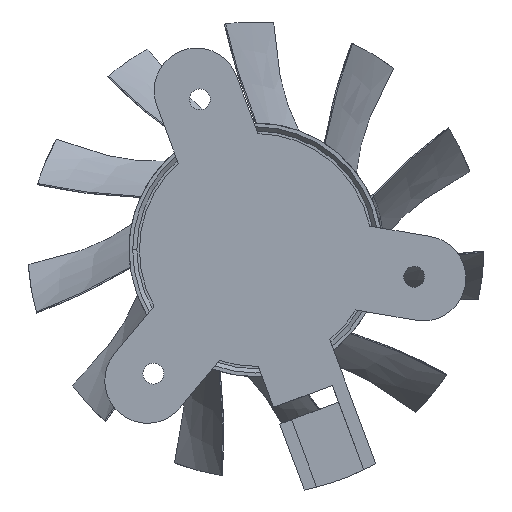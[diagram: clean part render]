
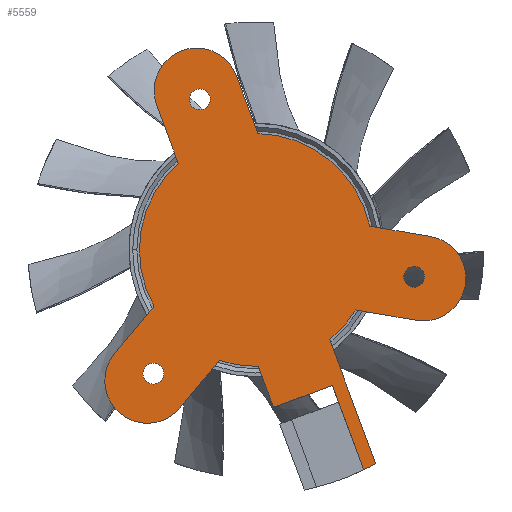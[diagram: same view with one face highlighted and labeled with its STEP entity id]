
A CAD part, front view. The second image highlights one B-rep face of the part: STEP entity #5559.
In plain terms, the highlighted face is planar.
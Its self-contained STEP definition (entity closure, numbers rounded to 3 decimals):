
#4511=DIRECTION('',(-0.5,-0.866,0.));
#4512=VECTOR('',#4511,5.918);
#4513=CARTESIAN_POINT('',(77.339,-39.026,0.302));
#4514=LINE('',#4513,#4512);
#4515=CARTESIAN_POINT('',(70.851,-42.114,0.302));
#4516=DIRECTION('',(0.,0.,-1.));
#4517=DIRECTION('',(0.866,-0.5,0.));
#4518=AXIS2_PLACEMENT_3D('',#4515,#4516,#4517);
#4520=CARTESIAN_POINT('',(70.851,-42.114,0.302));
#4521=DIRECTION('',(0.,0.,-1.));
#4522=DIRECTION('',(-1.,0.,0.));
#4523=AXIS2_PLACEMENT_3D('',#4520,#4521,#4522);
#4525=DIRECTION('',(0.5,0.866,0.));
#4526=VECTOR('',#4525,5.918);
#4527=CARTESIAN_POINT('',(67.323,-40.077,0.302));
#4528=LINE('',#4527,#4526);
#4529=CARTESIAN_POINT('',(79.,-28.,0.302));
#4530=DIRECTION('',(0.,0.,-1.));
#4531=DIRECTION('',(-0.782,-0.623,0.));
#4532=AXIS2_PLACEMENT_3D('',#4529,#4530,#4531);
#4534=CARTESIAN_POINT('',(79.,-28.,0.302));
#4535=DIRECTION('',(0.,0.,-1.));
#4536=DIRECTION('',(-1.,0.,0.));
#4537=AXIS2_PLACEMENT_3D('',#4534,#4535,#4536);
#4539=DIRECTION('',(-0.5,0.866,0.));
#4540=VECTOR('',#4539,5.918);
#4541=CARTESIAN_POINT('',(70.282,-21.049,0.302));
#4542=LINE('',#4541,#4540);
#4543=CARTESIAN_POINT('',(70.851,-13.886,0.302));
#4544=DIRECTION('',(0.,0.,-1.));
#4545=DIRECTION('',(-0.866,-0.5,0.));
#4546=AXIS2_PLACEMENT_3D('',#4543,#4544,#4545);
#4548=CARTESIAN_POINT('',(70.851,-13.886,0.302));
#4549=DIRECTION('',(0.,0.,-1.));
#4550=DIRECTION('',(-1.,0.,0.));
#4551=AXIS2_PLACEMENT_3D('',#4548,#4549,#4550);
#4553=DIRECTION('',(0.5,-0.866,0.));
#4554=VECTOR('',#4553,5.918);
#4555=CARTESIAN_POINT('',(74.38,-11.849,0.302));
#4556=LINE('',#4555,#4554);
#4557=CARTESIAN_POINT('',(79.,-28.,0.302));
#4558=DIRECTION('',(0.,0.,-1.));
#4559=DIRECTION('',(-0.149,0.989,0.));
#4560=AXIS2_PLACEMENT_3D('',#4557,#4558,#4559);
#4562=CARTESIAN_POINT('',(95.297,-28.,0.302));
#4563=DIRECTION('',(0.,0.,-1.));
#4564=DIRECTION('',(0.,1.,0.));
#4565=AXIS2_PLACEMENT_3D('',#4562,#4563,#4564);
#4567=CARTESIAN_POINT('',(95.297,-28.,0.302));
#4568=DIRECTION('',(0.,0.,-1.));
#4569=DIRECTION('',(1.,0.,0.));
#4570=AXIS2_PLACEMENT_3D('',#4567,#4568,#4569);
#4572=CARTESIAN_POINT('',(79.,-28.,0.302));
#4573=DIRECTION('',(0.,0.,-1.));
#4574=DIRECTION('',(0.931,-0.365,0.));
#4575=AXIS2_PLACEMENT_3D('',#4572,#4573,#4574);
#4577=DIRECTION('',(0.5,-0.866,0.));
#4578=VECTOR('',#4577,12.656);
#4579=CARTESIAN_POINT('',(87.427,-35.302,0.302));
#4580=LINE('',#4579,#4578);
#4581=CARTESIAN_POINT('',(79.,-28.,0.302));
#4582=DIRECTION('',(0.,0.,-1.));
#4583=DIRECTION('',(0.628,-0.778,0.));
#4584=AXIS2_PLACEMENT_3D('',#4581,#4582,#4583);
#4586=DIRECTION('',(-0.5,0.866,0.));
#4587=VECTOR('',#4586,8.621);
#4588=CARTESIAN_POINT('',(92.727,-47.047,0.302));
#4589=LINE('',#4588,#4587);
#4590=DIRECTION('',(-0.866,-0.5,0.));
#4591=VECTOR('',#4590,6.012);
#4592=CARTESIAN_POINT('',(88.417,-39.581,0.302));
#4593=LINE('',#4592,#4591);
#4594=DIRECTION('',(-0.5,0.866,0.));
#4595=VECTOR('',#4594,4.201);
#4596=CARTESIAN_POINT('',(83.211,-42.587,0.302));
#4597=LINE('',#4596,#4595);
#4598=CARTESIAN_POINT('',(79.,-28.,0.302));
#4599=DIRECTION('',(0.,0.,-1.));
#4600=DIRECTION('',(0.189,-0.982,0.));
#4601=AXIS2_PLACEMENT_3D('',#4598,#4599,#4600);
#4603=CARTESIAN_POINT('',(94.392,-28.,0.302));
#4604=DIRECTION('',(0.,0.,1.));
#4605=DIRECTION('',(-1.,0.,0.));
#4606=AXIS2_PLACEMENT_3D('',#4603,#4604,#4605);
#4608=CARTESIAN_POINT('',(94.392,-28.,0.302));
#4609=DIRECTION('',(0.,0.,1.));
#4610=DIRECTION('',(1.,0.,0.));
#4611=AXIS2_PLACEMENT_3D('',#4608,#4609,#4610);
#4613=CARTESIAN_POINT('',(71.304,-14.67,0.302));
#4614=DIRECTION('',(0.,0.,1.));
#4615=DIRECTION('',(-1.,0.,0.));
#4616=AXIS2_PLACEMENT_3D('',#4613,#4614,#4615);
#4618=CARTESIAN_POINT('',(71.304,-14.67,0.302));
#4619=DIRECTION('',(0.,0.,1.));
#4620=DIRECTION('',(1.,0.,0.));
#4621=AXIS2_PLACEMENT_3D('',#4618,#4619,#4620);
#4623=CARTESIAN_POINT('',(71.304,-41.33,0.302));
#4624=DIRECTION('',(0.,0.,1.));
#4625=DIRECTION('',(-1.,0.,0.));
#4626=AXIS2_PLACEMENT_3D('',#4623,#4624,#4625);
#4628=CARTESIAN_POINT('',(71.304,-41.33,0.302));
#4629=DIRECTION('',(0.,0.,1.));
#4630=DIRECTION('',(1.,0.,0.));
#4631=AXIS2_PLACEMENT_3D('',#4628,#4629,#4630);
#5075=DIRECTION('',(1.,0.,0.));
#5076=VECTOR('',#5075,5.918);
#5077=CARTESIAN_POINT('',(89.379,-32.074,0.302));
#5078=LINE('',#5077,#5076);
#5095=DIRECTION('',(-1.,0.,0.));
#5096=VECTOR('',#5095,5.918);
#5097=CARTESIAN_POINT('',(95.297,-23.926,0.302));
#5098=LINE('',#5097,#5096);
#5251=CARTESIAN_POINT('',(67.323,-40.077,0.302));
#5252=CARTESIAN_POINT('',(70.282,-34.951,0.302));
#5253=VERTEX_POINT('',#5251);
#5254=VERTEX_POINT('',#5252);
#5259=CARTESIAN_POINT('',(77.339,-39.026,0.302));
#5260=CARTESIAN_POINT('',(74.38,-44.151,0.302));
#5261=VERTEX_POINT('',#5259);
#5262=VERTEX_POINT('',#5260);
#5263=CARTESIAN_POINT('',(66.777,-42.114,0.302));
#5264=VERTEX_POINT('',#5263);
#5265=CARTESIAN_POINT('',(67.85,-28.,0.302));
#5266=VERTEX_POINT('',#5265);
#5267=CARTESIAN_POINT('',(70.282,-21.049,0.302));
#5268=VERTEX_POINT('',#5267);
#5269=CARTESIAN_POINT('',(67.323,-15.923,0.302));
#5270=VERTEX_POINT('',#5269);
#5271=CARTESIAN_POINT('',(66.777,-13.886,0.302));
#5272=VERTEX_POINT('',#5271);
#5273=CARTESIAN_POINT('',(74.38,-11.849,0.302));
#5274=VERTEX_POINT('',#5273);
#5275=CARTESIAN_POINT('',(77.339,-16.974,0.302));
#5276=VERTEX_POINT('',#5275);
#5277=CARTESIAN_POINT('',(89.379,-23.926,0.302));
#5278=VERTEX_POINT('',#5277);
#5279=CARTESIAN_POINT('',(95.297,-23.926,0.302));
#5280=VERTEX_POINT('',#5279);
#5281=CARTESIAN_POINT('',(99.372,-28.,0.302));
#5282=VERTEX_POINT('',#5281);
#5283=CARTESIAN_POINT('',(95.297,-32.074,0.302));
#5284=VERTEX_POINT('',#5283);
#5285=CARTESIAN_POINT('',(89.379,-32.074,0.302));
#5286=VERTEX_POINT('',#5285);
#5287=CARTESIAN_POINT('',(87.427,-35.302,0.302));
#5288=VERTEX_POINT('',#5287);
#5289=CARTESIAN_POINT('',(93.755,-46.262,0.302));
#5290=VERTEX_POINT('',#5289);
#5291=CARTESIAN_POINT('',(92.727,-47.047,0.302));
#5292=VERTEX_POINT('',#5291);
#5293=CARTESIAN_POINT('',(88.417,-39.581,0.302));
#5294=VERTEX_POINT('',#5293);
#5295=CARTESIAN_POINT('',(83.211,-42.587,0.302));
#5296=VERTEX_POINT('',#5295);
#5297=CARTESIAN_POINT('',(81.11,-38.948,0.302));
#5298=VERTEX_POINT('',#5297);
#5299=CARTESIAN_POINT('',(93.392,-28.,0.302));
#5300=CARTESIAN_POINT('',(95.392,-28.,0.302));
#5301=VERTEX_POINT('',#5299);
#5302=VERTEX_POINT('',#5300);
#5303=CARTESIAN_POINT('',(70.304,-14.67,0.302));
#5304=CARTESIAN_POINT('',(72.304,-14.67,0.302));
#5305=VERTEX_POINT('',#5303);
#5306=VERTEX_POINT('',#5304);
#5307=CARTESIAN_POINT('',(70.304,-41.33,0.302));
#5308=CARTESIAN_POINT('',(72.304,-41.33,0.302));
#5309=VERTEX_POINT('',#5307);
#5310=VERTEX_POINT('',#5308);
#5491=CARTESIAN_POINT('',(75.97,-45.184,0.302));
#5492=DIRECTION('',(0.,0.,-1.));
#5493=DIRECTION('',(-1.,0.,0.));
#5494=AXIS2_PLACEMENT_3D('',#5491,#5492,#5493);
#5495=PLANE('',#5494);
#5497=ORIENTED_EDGE('',*,*,#5496,.T.);
#5499=ORIENTED_EDGE('',*,*,#5498,.T.);
#5501=ORIENTED_EDGE('',*,*,#5500,.T.);
#5502=ORIENTED_EDGE('',*,*,#5480,.T.);
#5504=ORIENTED_EDGE('',*,*,#5503,.T.);
#5506=ORIENTED_EDGE('',*,*,#5505,.T.);
#5508=ORIENTED_EDGE('',*,*,#5507,.T.);
#5510=ORIENTED_EDGE('',*,*,#5509,.T.);
#5512=ORIENTED_EDGE('',*,*,#5511,.T.);
#5514=ORIENTED_EDGE('',*,*,#5513,.T.);
#5516=ORIENTED_EDGE('',*,*,#5515,.T.);
#5518=ORIENTED_EDGE('',*,*,#5517,.F.);
#5520=ORIENTED_EDGE('',*,*,#5519,.T.);
#5522=ORIENTED_EDGE('',*,*,#5521,.T.);
#5524=ORIENTED_EDGE('',*,*,#5523,.F.);
#5526=ORIENTED_EDGE('',*,*,#5525,.T.);
#5528=ORIENTED_EDGE('',*,*,#5527,.T.);
#5530=ORIENTED_EDGE('',*,*,#5529,.T.);
#5532=ORIENTED_EDGE('',*,*,#5531,.T.);
#5534=ORIENTED_EDGE('',*,*,#5533,.T.);
#5536=ORIENTED_EDGE('',*,*,#5535,.T.);
#5538=ORIENTED_EDGE('',*,*,#5537,.T.);
#5539=EDGE_LOOP('',(#5497,#5499,#5501,#5502,#5504,#5506,#5508,#5510,#5512,#5514,
#5516,#5518,#5520,#5522,#5524,#5526,#5528,#5530,#5532,#5534,#5536,#5538));
#5540=FACE_OUTER_BOUND('',#5539,.F.);
#5542=ORIENTED_EDGE('',*,*,#5541,.T.);
#5544=ORIENTED_EDGE('',*,*,#5543,.T.);
#5545=EDGE_LOOP('',(#5542,#5544));
#5546=FACE_BOUND('',#5545,.F.);
#5548=ORIENTED_EDGE('',*,*,#5547,.T.);
#5550=ORIENTED_EDGE('',*,*,#5549,.T.);
#5551=EDGE_LOOP('',(#5548,#5550));
#5552=FACE_BOUND('',#5551,.F.);
#5554=ORIENTED_EDGE('',*,*,#5553,.T.);
#5556=ORIENTED_EDGE('',*,*,#5555,.T.);
#5557=EDGE_LOOP('',(#5554,#5556));
#5558=FACE_BOUND('',#5557,.F.);
#4519=CIRCLE('',#4518,4.074);
#4524=CIRCLE('',#4523,4.074);
#4533=CIRCLE('',#4532,11.15);
#4538=CIRCLE('',#4537,11.15);
#4547=CIRCLE('',#4546,4.074);
#4552=CIRCLE('',#4551,4.074);
#4561=CIRCLE('',#4560,11.15);
#4566=CIRCLE('',#4565,4.074);
#4571=CIRCLE('',#4570,4.074);
#4576=CIRCLE('',#4575,11.15);
#4585=CIRCLE('',#4584,23.478);
#4602=CIRCLE('',#4601,11.15);
#4607=CIRCLE('',#4606,1.);
#4612=CIRCLE('',#4611,1.);
#4617=CIRCLE('',#4616,1.);
#4622=CIRCLE('',#4621,1.);
#4627=CIRCLE('',#4626,1.);
#4632=CIRCLE('',#4631,1.);
#5480=EDGE_CURVE('',#5253,#5254,#4528,.T.);
#5496=EDGE_CURVE('',#5261,#5262,#4514,.T.);
#5498=EDGE_CURVE('',#5262,#5264,#4519,.T.);
#5500=EDGE_CURVE('',#5264,#5253,#4524,.T.);
#5503=EDGE_CURVE('',#5254,#5266,#4533,.T.);
#5505=EDGE_CURVE('',#5266,#5268,#4538,.T.);
#5507=EDGE_CURVE('',#5268,#5270,#4542,.T.);
#5509=EDGE_CURVE('',#5270,#5272,#4547,.T.);
#5511=EDGE_CURVE('',#5272,#5274,#4552,.T.);
#5513=EDGE_CURVE('',#5274,#5276,#4556,.T.);
#5515=EDGE_CURVE('',#5276,#5278,#4561,.T.);
#5517=EDGE_CURVE('',#5280,#5278,#5098,.T.);
#5519=EDGE_CURVE('',#5280,#5282,#4566,.T.);
#5521=EDGE_CURVE('',#5282,#5284,#4571,.T.);
#5523=EDGE_CURVE('',#5286,#5284,#5078,.T.);
#5525=EDGE_CURVE('',#5286,#5288,#4576,.T.);
#5527=EDGE_CURVE('',#5288,#5290,#4580,.T.);
#5529=EDGE_CURVE('',#5290,#5292,#4585,.T.);
#5531=EDGE_CURVE('',#5292,#5294,#4589,.T.);
#5533=EDGE_CURVE('',#5294,#5296,#4593,.T.);
#5535=EDGE_CURVE('',#5296,#5298,#4597,.T.);
#5537=EDGE_CURVE('',#5298,#5261,#4602,.T.);
#5541=EDGE_CURVE('',#5301,#5302,#4607,.T.);
#5543=EDGE_CURVE('',#5302,#5301,#4612,.T.);
#5547=EDGE_CURVE('',#5305,#5306,#4617,.T.);
#5549=EDGE_CURVE('',#5306,#5305,#4622,.T.);
#5553=EDGE_CURVE('',#5309,#5310,#4627,.T.);
#5555=EDGE_CURVE('',#5310,#5309,#4632,.T.);
#5559=ADVANCED_FACE('',(#5540,#5546,#5552,#5558),#5495,.F.);
